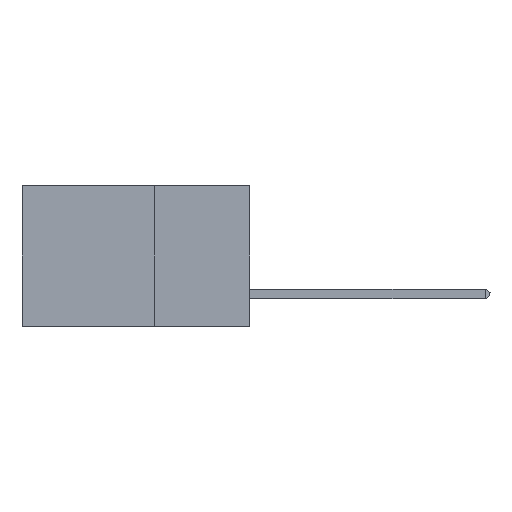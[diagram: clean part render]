
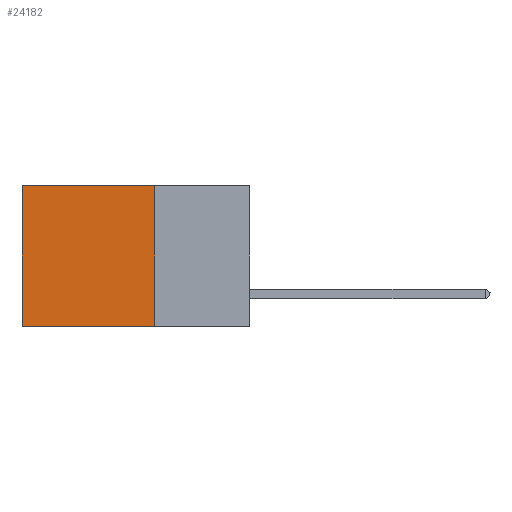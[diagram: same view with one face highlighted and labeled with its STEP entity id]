
A CAD part, left-side view. The second image highlights one B-rep face of the part: STEP entity #24182.
In plain terms, the highlighted planar face has unit normal (-1, 0, 0).
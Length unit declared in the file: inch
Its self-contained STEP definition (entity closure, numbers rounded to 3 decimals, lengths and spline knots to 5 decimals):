
#1248 = CARTESIAN_POINT ( 'NONE',  ( 0.2875, 0.25, -0.37 ) ) ;
#2784 = VECTOR ( 'NONE', #19811, 39.37008 ) ;
#3715 = DIRECTION ( 'NONE',  ( 0., 0., -1. ) ) ;
#3970 = VECTOR ( 'NONE', #10757, 39.37008 ) ;
#4308 = CARTESIAN_POINT ( 'NONE',  ( 0.2875, 0.25, 0. ) ) ;
#5608 = VERTEX_POINT ( 'NONE', #20748 ) ;
#6200 = CARTESIAN_POINT ( 'NONE',  ( 0.2875, 0.25, 0. ) ) ;
#10354 = VERTEX_POINT ( 'NONE', #4308 ) ;
#10642 = LINE ( 'NONE', #36335, #33360 ) ;
#10757 = DIRECTION ( 'NONE',  ( 0., 0., -1. ) ) ;
#11898 = FACE_OUTER_BOUND ( 'NONE', #37189, .T. ) ;
#13701 = CARTESIAN_POINT ( 'NONE',  ( 0.2875, 0.6, 0. ) ) ;
#13858 = CARTESIAN_POINT ( 'NONE',  ( 0.2875, 0.6, 0. ) ) ;
#15775 = AXIS2_PLACEMENT_3D ( 'NONE', #6200, #36715, #3715 ) ;
#19062 = ORIENTED_EDGE ( 'NONE', *, *, #29992, .F. ) ;
#19811 = DIRECTION ( 'NONE',  ( 0., 1., 0. ) ) ;
#20748 = CARTESIAN_POINT ( 'NONE',  ( 0.2875, 0.25, -0.37 ) ) ;
#21673 = CARTESIAN_POINT ( 'NONE',  ( 0.2875, 0.6, -0.37 ) ) ;
#22052 = ORIENTED_EDGE ( 'NONE', *, *, #27936, .F. ) ;
#22838 = DIRECTION ( 'NONE',  ( 0., 0., -1. ) ) ;
#24027 = PLANE ( 'NONE',  #15775 ) ;
#24182 = ADVANCED_FACE ( 'NONE', ( #11898 ), #24027, .F. ) ;
#24370 = EDGE_CURVE ( 'NONE', #38157, #26144, #33699, .T. ) ;
#24865 = LINE ( 'NONE', #36259, #27628 ) ;
#26144 = VERTEX_POINT ( 'NONE', #21673 ) ;
#27628 = VECTOR ( 'NONE', #33505, 39.37008 ) ;
#27936 = EDGE_CURVE ( 'NONE', #5608, #26144, #35754, .T. ) ;
#29992 = EDGE_CURVE ( 'NONE', #10354, #5608, #10642, .T. ) ;
#31265 = ORIENTED_EDGE ( 'NONE', *, *, #24370, .T. ) ;
#31645 = ORIENTED_EDGE ( 'NONE', *, *, #32775, .T. ) ;
#32775 = EDGE_CURVE ( 'NONE', #10354, #38157, #24865, .T. ) ;
#33360 = VECTOR ( 'NONE', #22838, 39.37008 ) ;
#33505 = DIRECTION ( 'NONE',  ( 0., 1., 0. ) ) ;
#33699 = LINE ( 'NONE', #13701, #3970 ) ;
#35754 = LINE ( 'NONE', #1248, #2784 ) ;
#36259 = CARTESIAN_POINT ( 'NONE',  ( 0.2875, 0.25, 0. ) ) ;
#36335 = CARTESIAN_POINT ( 'NONE',  ( 0.2875, 0.25, 0. ) ) ;
#36715 = DIRECTION ( 'NONE',  ( 1., 0., 0. ) ) ;
#37189 = EDGE_LOOP ( 'NONE', ( #31265, #22052, #19062, #31645 ) ) ;
#38157 = VERTEX_POINT ( 'NONE', #13858 ) ;
